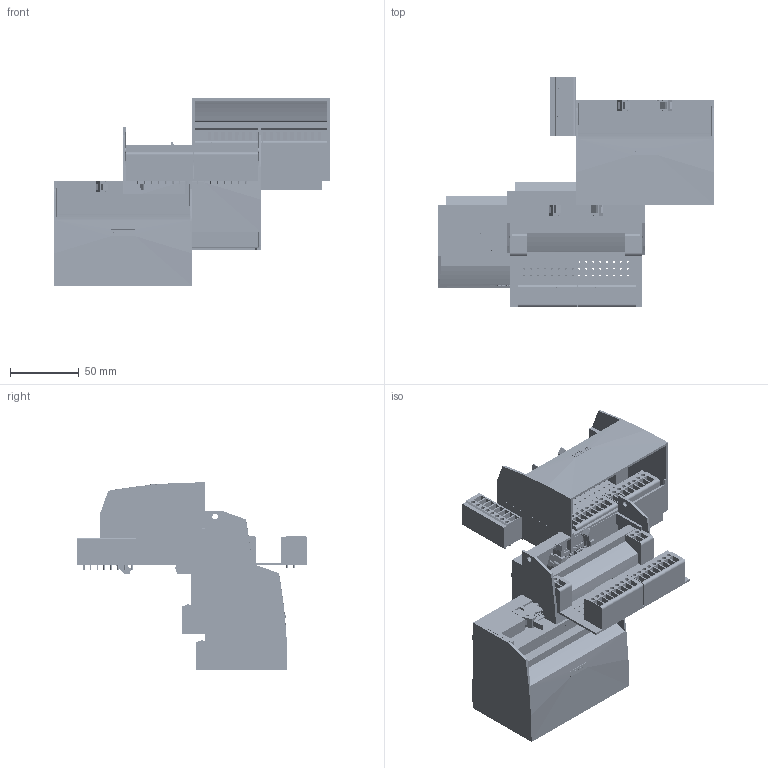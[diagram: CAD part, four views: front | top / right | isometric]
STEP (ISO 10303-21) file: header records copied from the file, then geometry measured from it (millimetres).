
FILE_DESCRIPTION( ( 'Unknown' ), '1' );
FILE_NAME( '6es79240bd200ba0_001_stp.stp', 'Unknown', ( 'Unknown' ), ( 'Unknown' ), 'PSStep 13.0', 'Unknown', ' ' );
FILE_SCHEMA( ( 'AUTOMOTIVE_DESIGN { 1 0 10303 214 1 1 1 1 }' ) );
Length unit declared in the file: millimetre
Products named in the file (53): Motherboard-TP1-32bit-oa2; Assem1; Device_G3-oa3; 6es79240bd200ba0_001; PCB-TP1-32bit_1; PHX FRONT 2,5-V Block 8+0+0_5; PHX FRONT 2,5-V Block 8+0+0-oa0_0; FCI-71918-116BLF_5; PHX FRONT 2,5-V Block 2_0; PHX FRONT 2,5-V Block 2-oa1; C98130-A7800-C023_1; SIEMENS-Kleber-17x4,5_5; C98130-A7800-C022_1; C98130-A7800-C021_1; C98130-A7800-X354_0
Bounding box: 200 x 166.5 x 136 mm (x, y, z)
Volume: 654947.8 mm3; surface area: 453395.1 mm2
Topology: 163 solids, 163 shells, 6929 faces, 18888 edges, 13069 vertices
Faces by surface type: plane 4982, cylinder 1739, extrusion 208
Full cylindrical faces by diameter (mm): 0.5 x10, 1.02 x330, 1.2 x175, 1.3 x200, 1.4 x750, 3 x100, 4 x8
Entity records: 66398 total; most frequent: CARTESIAN_POINT 13658, DIRECTION 7589, ORIENTED_EDGE 7482, EDGE_CURVE 3741, VECTOR 2969, LINE 2901, VERTEX_POINT 2708, EDGE_LOOP 2643
